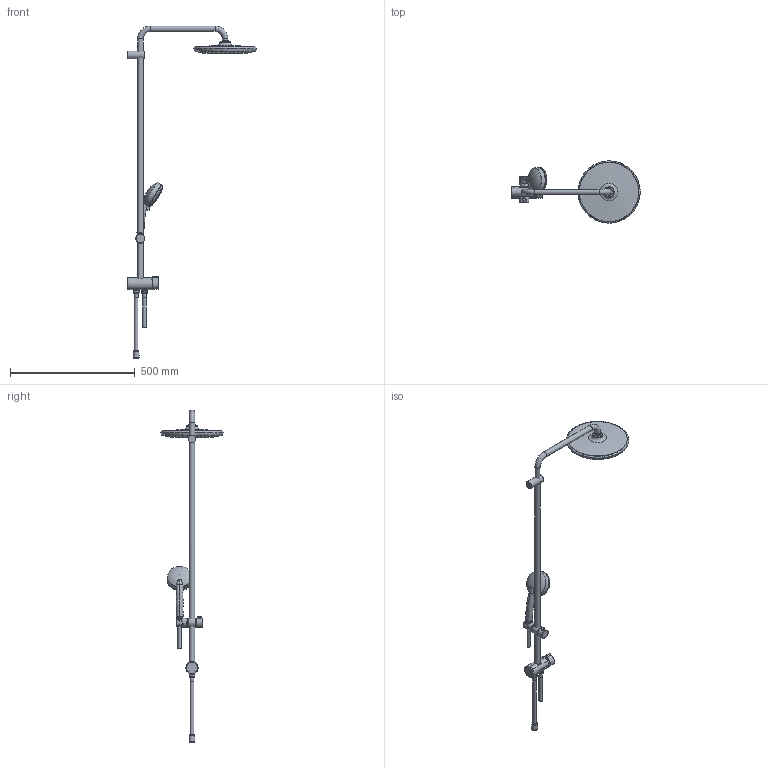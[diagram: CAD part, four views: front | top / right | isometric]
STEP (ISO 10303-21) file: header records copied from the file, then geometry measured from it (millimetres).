
FILE_DESCRIPTION(/* description */ ('Unknown'),/* implementation_level */ '2;1');
FILE_NAME(/* name */ '26675000',/* time_stamp */ '2022-09-07T17:25:31+02:00',/* author */ ('Unknown'),/* organization */ ('GROHE AG'),/* preprocessor_version */ 'ST-DEVELOPER v16.7',/* originating_system */ 'DEX',/* authorisation */ $);
FILE_SCHEMA (('AUTOMOTIVE_DESIGN {1 0 10303 214 3 1 1}'));
Products named in the file (7): 26675000; id54; 081107 GTM1000C Handles Update02; g01882338eog; HEALED_BODY_2  ; XSHELL#10958
Assembly tree (6 placements, depth 2):
  26675000
    26675000
    id54
    081107 GTM1000C Handles Update02
    g01882338eog
    HEALED_BODY_2  
    XSHELL#10958
Bounding box: 515.47 x 249.85 x 1332.29 mm (x, y, z)
Volume: 26932.5 mm3; surface area: 342978.6 mm2
Topology: 1 solids, 327 shells, 2274 faces, 8154 edges, 6094 vertices
Faces by surface type: bspline 1009, cylinder 588, cone 238, plane 218, torus 148, sphere 73
Full cylindrical faces by diameter (mm): 1 x114, 1.5 x60, 2.2 x42, 2.8 x60, 3.6 x57, 3.8 x126, 14.262 x3, 15 x4, 18.2 x1, 19.9 x2, 20.96 x1, 22 x5, 22.6 x2, 23 x2, 31.3 x1, 33.4 x2, 36 x3, 47.015 x1, 89.4 x1, 90.2 x1, 98.174 x1
Entity records: 143762 total; most frequent: CARTESIAN_POINT 91664, ORIENTED_EDGE 9278, EDGE_CURVE 6198, VERTEX_POINT 5199, DIRECTION 5148, B_SPLINE_CURVE_WITH_KNOTS 4748, FACE_BOUND 3649, EDGE_LOOP 3648
